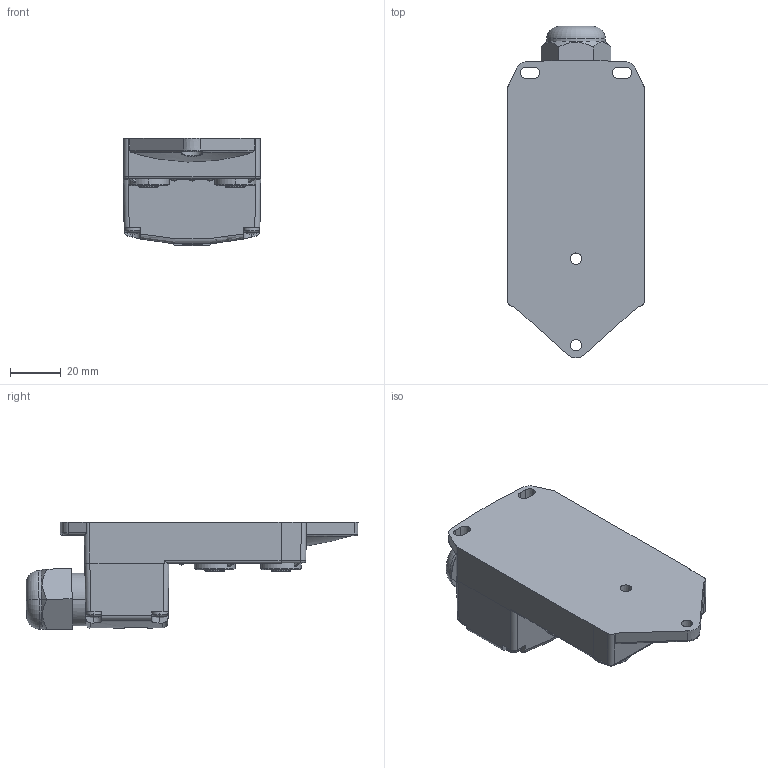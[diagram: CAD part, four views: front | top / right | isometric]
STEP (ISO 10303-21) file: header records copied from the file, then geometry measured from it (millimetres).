
FILE_DESCRIPTION((''),'2;1');
FILE_NAME('DM_CAD-2043','2014-11-27T',('Creinig-se'),(''),'PRO/ENGINEER BY PARAMETRIC TECHNOLOGY CORPORATION, 2013050','PRO/ENGINEER BY PARAMETRIC TECHNOLOGY CORPORATION, 2013050','');
FILE_SCHEMA(('CONFIG_CONTROL_DESIGN'));
Length unit declared in the file: millimetre
Products named in the file (1): DM_CAD-2043
Bounding box: 54 x 130.38 x 42.06 mm (x, y, z)
Volume: 131647.9 mm3; surface area: 25312.1 mm2
Topology: 1 solids, 1 shells, 847 faces, 2335 edges, 1536 vertices
Faces by surface type: plane 548, cylinder 120, cone 97, torus 37, sphere 26, bspline 19
Entity records: 40732 total; most frequent: CARTESIAN_POINT 9825, ORIENTED_EDGE 4618, DIRECTION 4333, PRESENTATION_STYLE_ASSIGNMENT 2500, STYLED_ITEM 2310, CURVE_STYLE 2309, EDGE_CURVE 2309, VECTOR 1581
